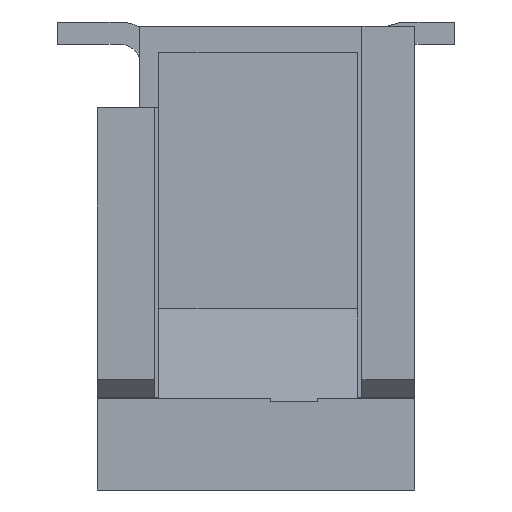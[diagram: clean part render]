
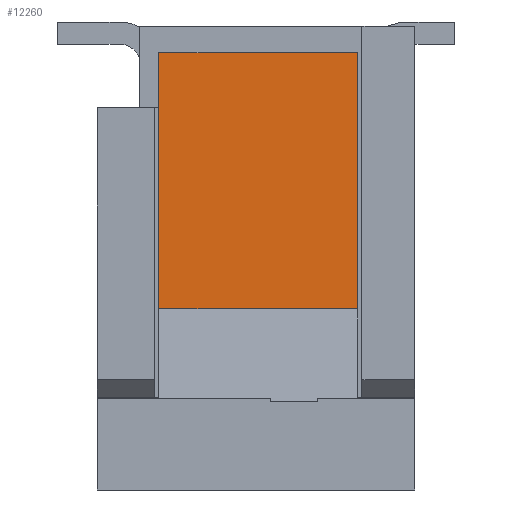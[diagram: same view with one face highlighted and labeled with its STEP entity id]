
A CAD part, left-side view. The second image highlights one B-rep face of the part: STEP entity #12260.
In plain terms, the highlighted planar face has unit normal (-1, 0, 0).
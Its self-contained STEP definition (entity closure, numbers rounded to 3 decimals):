
#2117=DIRECTION('',(0.,0.,1.));
#2118=VECTOR('',#2117,2.9);
#2119=CARTESIAN_POINT('',(-12.35,-1.15,-1.1));
#2120=LINE('',#2119,#2118);
#4185=DIRECTION('',(0.,-1.,0.));
#4186=VECTOR('',#4185,2.25);
#4187=CARTESIAN_POINT('',(-12.35,1.1,-1.1));
#4188=LINE('',#4187,#4186);
#4189=DIRECTION('',(0.,0.,-1.));
#4190=VECTOR('',#4189,2.9);
#4191=CARTESIAN_POINT('',(-12.35,1.1,1.8));
#4192=LINE('',#4191,#4190);
#4193=DIRECTION('',(0.,1.,0.));
#4194=VECTOR('',#4193,2.25);
#4195=CARTESIAN_POINT('',(-12.35,-1.15,1.8));
#4196=LINE('',#4195,#4194);
#6027=CARTESIAN_POINT('',(-12.35,1.1,-1.1));
#6028=VERTEX_POINT('',#6027);
#6029=CARTESIAN_POINT('',(-12.35,1.1,1.8));
#6030=VERTEX_POINT('',#6029);
#6059=CARTESIAN_POINT('',(-12.35,-1.15,-1.1));
#6060=VERTEX_POINT('',#6059);
#6063=CARTESIAN_POINT('',(-12.35,-1.15,1.8));
#6064=VERTEX_POINT('',#6063);
#12248=CARTESIAN_POINT('',(-12.35,-0.025,0.35));
#12249=DIRECTION('',(1.,0.,0.));
#12250=DIRECTION('',(0.,0.,-1.));
#12251=AXIS2_PLACEMENT_3D('',#12248,#12249,#12250);
#12252=PLANE('',#12251);
#12254=ORIENTED_EDGE('',*,*,#12253,.F.);
#12255=ORIENTED_EDGE('',*,*,#9005,.F.);
#12256=ORIENTED_EDGE('',*,*,#8938,.F.);
#12257=ORIENTED_EDGE('',*,*,#8959,.F.);
#12258=EDGE_LOOP('',(#12254,#12255,#12256,#12257));
#12259=FACE_OUTER_BOUND('',#12258,.F.);
#12260=ADVANCED_FACE('',(#12259),#12252,.F.);
#8938=EDGE_CURVE('',#6028,#6060,#4188,.T.);
#8959=EDGE_CURVE('',#6030,#6028,#4192,.T.);
#9005=EDGE_CURVE('',#6060,#6064,#2120,.T.);
#12253=EDGE_CURVE('',#6064,#6030,#4196,.T.);
